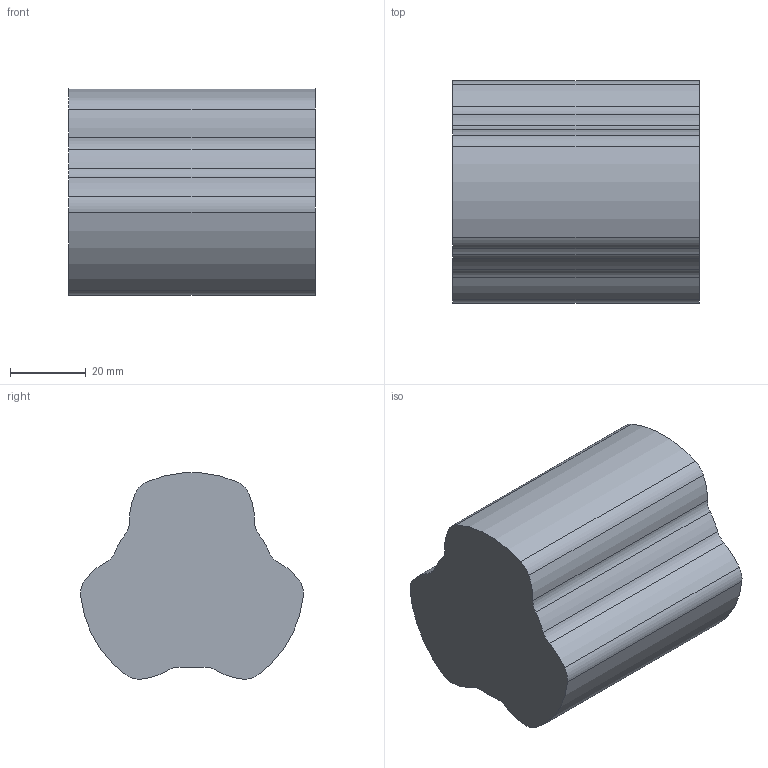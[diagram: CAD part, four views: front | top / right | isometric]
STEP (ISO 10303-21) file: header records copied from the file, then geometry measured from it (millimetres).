
FILE_DESCRIPTION(('CATIA V5 STEP Exchange'),'2;1');
FILE_NAME('Casing MS_QTY_2.stp','2019-12-30T11:08:24+00:00',('none'),('none'),'CATIA Version 5 Release 21 GA (IN-10)','CATIA V5 STEP AP203','none');
FILE_SCHEMA(('CONFIG_CONTROL_DESIGN'));
Length unit declared in the file: millimetre
Products named in the file (1): Part11.1
Bounding box: 65 x 58.73 x 54.38 mm (x, y, z)
Volume: 27600.4 mm3; surface area: 27490.2 mm2
Topology: 1 solids, 1 shells, 54 faces, 150 edges, 100 vertices
Faces by surface type: cylinder 50, plane 4
Entity records: 1711 total; most frequent: CARTESIAN_POINT 300, ORIENTED_EDGE 300, DIRECTION 248, AXIS2_PLACEMENT_3D 150, EDGE_CURVE 150, CIRCLE 100, VERTEX_POINT 100, EDGE_LOOP 56
